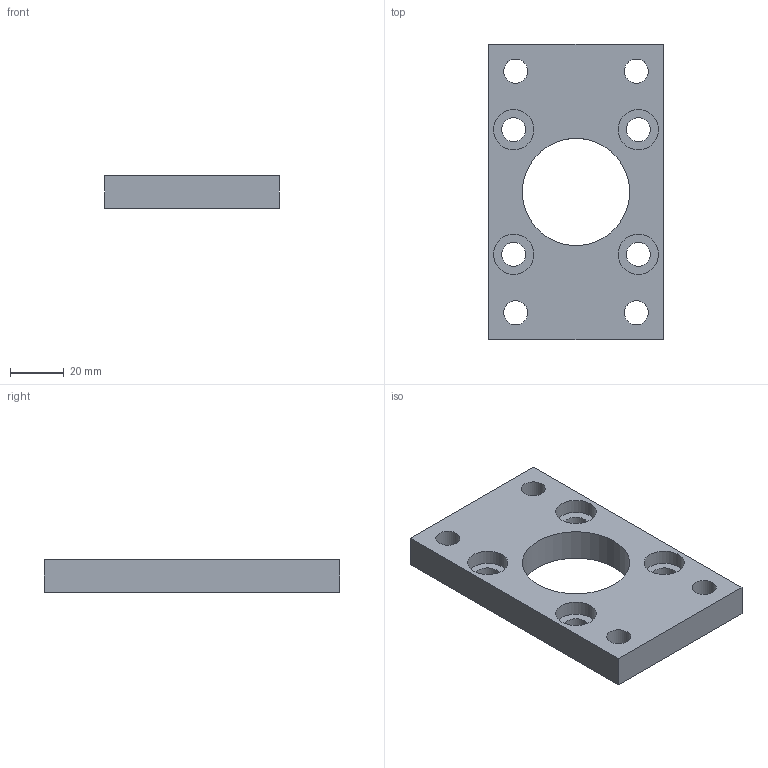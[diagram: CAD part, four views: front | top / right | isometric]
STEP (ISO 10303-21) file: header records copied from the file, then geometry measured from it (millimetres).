
FILE_DESCRIPTION(/* description */ (''),/* implementation_level */ '2;1');
FILE_NAME(/* name */ '1325_050_03F.stp',/* time_stamp */ '2016-10-07T11:53:42+02:00',/* author */ ('Maniean1'),/* organization */ ('Pneumax S.p.A.'),/* preprocessor_version */ 'ST-DEVELOPER v15.2',/* originating_system */ 'Autodesk Inventor 2014',/* authorisation */ '');
FILE_SCHEMA (('AUTOMOTIVE_DESIGN { 1 0 10303 214 3 1 1 }'));
Length unit declared in the file: millimetre
Products named in the file (1): 1325_050_03F
Bounding box: 65 x 110 x 12 mm (x, y, z)
Volume: 62125 mm3; surface area: 19605.8 mm2
Topology: 1 solids, 1 shells, 23 faces, 51 edges, 34 vertices
Faces by surface type: cylinder 13, plane 10
Full cylindrical faces by diameter (mm): 9 x8, 15 x4, 40 x1
Entity records: 646 total; most frequent: DIRECTION 112, CARTESIAN_POINT 96, ORIENTED_EDGE 76, EDGE_LOOP 58, AXIS2_PLACEMENT_3D 50, EDGE_CURVE 38, FACE_BOUND 37, VERTEX_POINT 34
